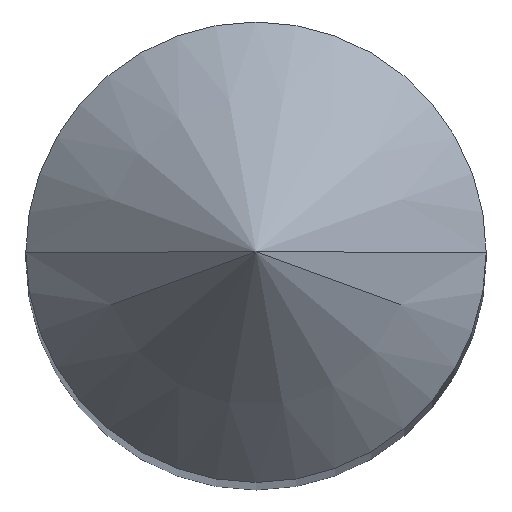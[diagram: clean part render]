
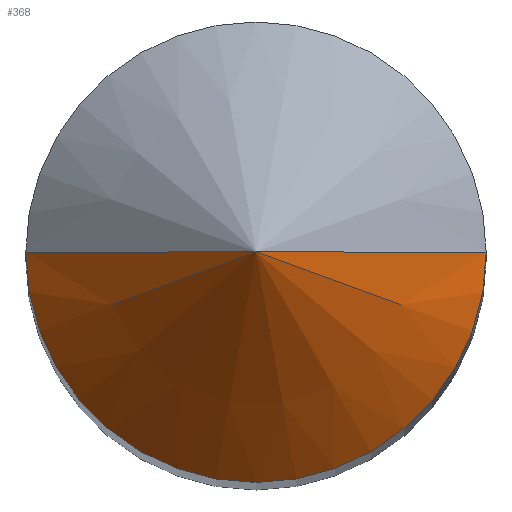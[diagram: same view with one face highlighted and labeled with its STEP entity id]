
A CAD part, top view. The second image highlights one B-rep face of the part: STEP entity #368.
In plain terms, the highlighted conical face has half-angle 45 degrees and reference radius 0.765 mm.
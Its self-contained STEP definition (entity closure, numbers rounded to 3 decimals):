
#102=DIRECTION('',(0.707,0.,0.707));
#103=VECTOR('',#102,2.121);
#104=CARTESIAN_POINT('',(-1.5,0.,28.));
#105=LINE('',#104,#103);
#109=DIRECTION('',(-0.707,0.,0.707));
#110=VECTOR('',#109,2.121);
#111=CARTESIAN_POINT('',(1.5,0.,28.));
#112=LINE('',#111,#110);
#116=CARTESIAN_POINT('',(0.,0.,28.));
#117=DIRECTION('',(0.,0.,1.));
#118=DIRECTION('',(-1.,0.,0.));
#119=AXIS2_PLACEMENT_3D('',#116,#117,#118);
#282=CARTESIAN_POINT('',(-1.5,0.,28.));
#283=VERTEX_POINT('',#282);
#284=CARTESIAN_POINT('',(1.5,0.,28.));
#285=VERTEX_POINT('',#284);
#286=CARTESIAN_POINT('',(0.,0.,29.5));
#287=VERTEX_POINT('',#286);
#356=CARTESIAN_POINT('',(0.,0.,28.735));
#357=DIRECTION('',(0.,0.,-1.));
#358=DIRECTION('',(1.,0.,0.));
#359=AXIS2_PLACEMENT_3D('',#356,#357,#358);
#360=CONICAL_SURFACE('',#359,0.765,45.);
#362=ORIENTED_EDGE('',*,*,#361,.T.);
#364=ORIENTED_EDGE('',*,*,#363,.F.);
#365=ORIENTED_EDGE('',*,*,#350,.F.);
#366=EDGE_LOOP('',(#362,#364,#365));
#367=FACE_OUTER_BOUND('',#366,.F.);
#120=CIRCLE('',#119,1.5);
#350=EDGE_CURVE('',#283,#285,#120,.T.);
#361=EDGE_CURVE('',#283,#287,#105,.T.);
#363=EDGE_CURVE('',#285,#287,#112,.T.);
#368=ADVANCED_FACE('',(#367),#360,.T.);
